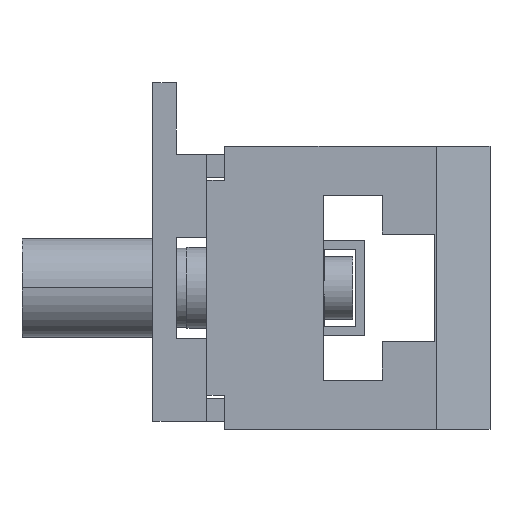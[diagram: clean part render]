
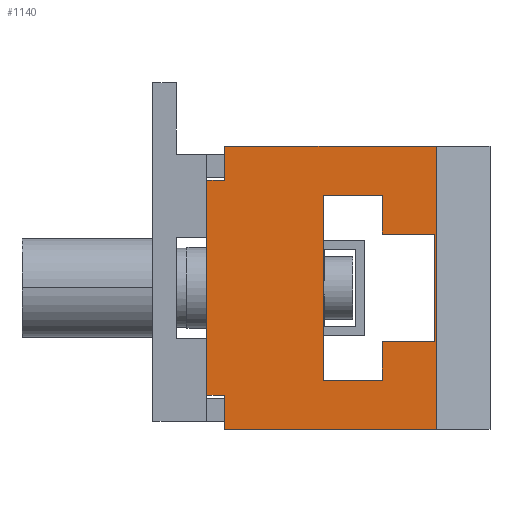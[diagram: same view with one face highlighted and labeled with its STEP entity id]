
A CAD part, left-side view. The second image highlights one B-rep face of the part: STEP entity #1140.
In plain terms, the highlighted planar face has unit normal (-1, 0, 0).
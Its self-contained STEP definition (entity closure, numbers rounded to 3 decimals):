
#1 = LINE ( 'NONE', #601, #1260 ) ;
#46 = CARTESIAN_POINT ( 'NONE',  ( -2.95, 14.03, 15.8 ) ) ;
#72 = DIRECTION ( 'NONE',  ( 0., 1., 0. ) ) ;
#75 = ORIENTED_EDGE ( 'NONE', *, *, #642, .F. ) ;
#107 = CARTESIAN_POINT ( 'NONE',  ( -2.95, 4.23, 2.75 ) ) ;
#134 = EDGE_CURVE ( 'NONE', #430, #972, #3004, .T. ) ;
#142 = VERTEX_POINT ( 'NONE', #1369 ) ;
#152 = CARTESIAN_POINT ( 'NONE',  ( -2.95, 4.23, 13.05 ) ) ;
#161 = VECTOR ( 'NONE', #3167, 1000. ) ;
#195 = VECTOR ( 'NONE', #1469, 1000. ) ;
#201 = DIRECTION ( 'NONE',  ( 0., 1., 0. ) ) ;
#227 = ORIENTED_EDGE ( 'NONE', *, *, #418, .F. ) ;
#262 = ORIENTED_EDGE ( 'NONE', *, *, #3006, .T. ) ;
#285 = VECTOR ( 'NONE', #1521, 1000. ) ;
#370 = CARTESIAN_POINT ( 'NONE',  ( -2.95, 1.213, 0. ) ) ;
#411 = CARTESIAN_POINT ( 'NONE',  ( -2.95, 13.03, 0. ) ) ;
#418 = EDGE_CURVE ( 'NONE', #1207, #3205, #1427, .T. ) ;
#419 = CARTESIAN_POINT ( 'NONE',  ( -2.95, 4.23, 10.9 ) ) ;
#429 = CARTESIAN_POINT ( 'NONE',  ( -2.95, 14.03, 0. ) ) ;
#430 = VERTEX_POINT ( 'NONE', #1999 ) ;
#478 = LINE ( 'NONE', #152, #909 ) ;
#481 = VECTOR ( 'NONE', #1084, 1000. ) ;
#492 = CARTESIAN_POINT ( 'NONE',  ( -2.95, 13.03, 0. ) ) ;
#522 = FACE_OUTER_BOUND ( 'NONE', #809, .T. ) ;
#525 = LINE ( 'NONE', #887, #3107 ) ;
#528 = VECTOR ( 'NONE', #1755, 1000. ) ;
#576 = EDGE_CURVE ( 'NONE', #1914, #1853, #2367, .T. ) ;
#601 = CARTESIAN_POINT ( 'NONE',  ( -2.95, 4.23, 4.9 ) ) ;
#619 = DIRECTION ( 'NONE',  ( 0., -1., 0. ) ) ;
#642 = EDGE_CURVE ( 'NONE', #3205, #1167, #2879, .T. ) ;
#702 = CARTESIAN_POINT ( 'NONE',  ( -2.95, 1.213, 15.8 ) ) ;
#726 = VERTEX_POINT ( 'NONE', #370 ) ;
#738 = VERTEX_POINT ( 'NONE', #2122 ) ;
#739 = CARTESIAN_POINT ( 'NONE',  ( -2.95, 13.03, 15.8 ) ) ;
#754 = EDGE_CURVE ( 'NONE', #1853, #726, #1422, .T. ) ;
#773 = CARTESIAN_POINT ( 'NONE',  ( -2.95, 13.03, 15.8 ) ) ;
#809 = EDGE_LOOP ( 'NONE', ( #1998, #2710, #262, #3007, #2145, #1526, #2126, #2984 ) ) ;
#815 = ORIENTED_EDGE ( 'NONE', *, *, #1424, .F. ) ;
#856 = EDGE_CURVE ( 'NONE', #3142, #430, #525, .T. ) ;
#887 = CARTESIAN_POINT ( 'NONE',  ( -2.95, 7.53, 2.75 ) ) ;
#909 = VECTOR ( 'NONE', #1957, 1000. ) ;
#914 = FACE_BOUND ( 'NONE', #2829, .T. ) ;
#943 = CARTESIAN_POINT ( 'NONE',  ( -2.95, 1.33, 4.9 ) ) ;
#964 = DIRECTION ( 'NONE',  ( 0., 0., 1. ) ) ;
#972 = VERTEX_POINT ( 'NONE', #2220 ) ;
#1021 = EDGE_CURVE ( 'NONE', #2236, #1914, #1228, .T. ) ;
#1074 = ORIENTED_EDGE ( 'NONE', *, *, #134, .F. ) ;
#1084 = DIRECTION ( 'NONE',  ( 0., 0., 1. ) ) ;
#1099 = LINE ( 'NONE', #3025, #1538 ) ;
#1101 = CARTESIAN_POINT ( 'NONE',  ( -2.95, 6.832, 13.9 ) ) ;
#1140 = ADVANCED_FACE ( 'NONE', ( #914, #522 ), #1421, .F. ) ;
#1166 = CARTESIAN_POINT ( 'NONE',  ( -2.95, 7.53, 2.75 ) ) ;
#1167 = VERTEX_POINT ( 'NONE', #2473 ) ;
#1207 = VERTEX_POINT ( 'NONE', #1984 ) ;
#1228 = LINE ( 'NONE', #773, #2964 ) ;
#1260 = VECTOR ( 'NONE', #619, 1000. ) ;
#1299 = VECTOR ( 'NONE', #2377, 1000. ) ;
#1302 = VECTOR ( 'NONE', #1657, 1000. ) ;
#1351 = CARTESIAN_POINT ( 'NONE',  ( -2.95, 4.23, 10.9 ) ) ;
#1369 = CARTESIAN_POINT ( 'NONE',  ( -2.95, 1.33, 4.9 ) ) ;
#1421 = PLANE ( 'NONE',  #2781 ) ;
#1422 = LINE ( 'NONE', #2103, #1299 ) ;
#1424 = EDGE_CURVE ( 'NONE', #1167, #3011, #478, .T. ) ;
#1427 = LINE ( 'NONE', #3018, #528 ) ;
#1469 = DIRECTION ( 'NONE',  ( 0., 0., -1. ) ) ;
#1509 = EDGE_CURVE ( 'NONE', #2760, #1827, #2723, .T. ) ;
#1521 = DIRECTION ( 'NONE',  ( 0., 0., 1. ) ) ;
#1526 = ORIENTED_EDGE ( 'NONE', *, *, #1965, .F. ) ;
#1538 = VECTOR ( 'NONE', #2526, 1000. ) ;
#1650 = VECTOR ( 'NONE', #964, 1000. ) ;
#1657 = DIRECTION ( 'NONE',  ( 0., 0., 1. ) ) ;
#1682 = CARTESIAN_POINT ( 'NONE',  ( -2.95, 13.03, 13.9 ) ) ;
#1755 = DIRECTION ( 'NONE',  ( 0., 1., 0. ) ) ;
#1827 = VERTEX_POINT ( 'NONE', #2953 ) ;
#1853 = VERTEX_POINT ( 'NONE', #702 ) ;
#1914 = VERTEX_POINT ( 'NONE', #739 ) ;
#1920 = EDGE_CURVE ( 'NONE', #3011, #3142, #1099, .T. ) ;
#1957 = DIRECTION ( 'NONE',  ( 0., 1., 0. ) ) ;
#1965 = EDGE_CURVE ( 'NONE', #2474, #2760, #2291, .T. ) ;
#1984 = CARTESIAN_POINT ( 'NONE',  ( -2.95, 1.33, 10.9 ) ) ;
#1998 = ORIENTED_EDGE ( 'NONE', *, *, #576, .F. ) ;
#1999 = CARTESIAN_POINT ( 'NONE',  ( -2.95, 4.23, 2.75 ) ) ;
#2074 = EDGE_CURVE ( 'NONE', #972, #142, #1, .T. ) ;
#2081 = VECTOR ( 'NONE', #72, 1000. ) ;
#2085 = ORIENTED_EDGE ( 'NONE', *, *, #2552, .F. ) ;
#2103 = CARTESIAN_POINT ( 'NONE',  ( -2.95, 1.213, 15.8 ) ) ;
#2122 = CARTESIAN_POINT ( 'NONE',  ( -2.95, 14.03, 13.9 ) ) ;
#2126 = ORIENTED_EDGE ( 'NONE', *, *, #3122, .T. ) ;
#2145 = ORIENTED_EDGE ( 'NONE', *, *, #1509, .F. ) ;
#2164 = ORIENTED_EDGE ( 'NONE', *, *, #856, .F. ) ;
#2173 = DIRECTION ( 'NONE',  ( 0., -1., 0. ) ) ;
#2220 = CARTESIAN_POINT ( 'NONE',  ( -2.95, 4.23, 4.9 ) ) ;
#2228 = ORIENTED_EDGE ( 'NONE', *, *, #1920, .F. ) ;
#2236 = VERTEX_POINT ( 'NONE', #1682 ) ;
#2291 = LINE ( 'NONE', #492, #285 ) ;
#2320 = VECTOR ( 'NONE', #2173, 1000. ) ;
#2367 = LINE ( 'NONE', #46, #3152 ) ;
#2377 = DIRECTION ( 'NONE',  ( 0., 0., -1. ) ) ;
#2457 = DIRECTION ( 'NONE',  ( 0., -1., 0. ) ) ;
#2473 = CARTESIAN_POINT ( 'NONE',  ( -2.95, 4.23, 13.05 ) ) ;
#2474 = VERTEX_POINT ( 'NONE', #411 ) ;
#2526 = DIRECTION ( 'NONE',  ( 0., 0., -1. ) ) ;
#2552 = EDGE_CURVE ( 'NONE', #142, #1207, #2993, .T. ) ;
#2556 = DIRECTION ( 'NONE',  ( 0., 0., 1. ) ) ;
#2563 = LINE ( 'NONE', #2957, #195 ) ;
#2626 = EDGE_CURVE ( 'NONE', #738, #1827, #2563, .T. ) ;
#2710 = ORIENTED_EDGE ( 'NONE', *, *, #1021, .F. ) ;
#2723 = LINE ( 'NONE', #2744, #161 ) ;
#2740 = CARTESIAN_POINT ( 'NONE',  ( -2.95, 13.03, 1.9 ) ) ;
#2744 = CARTESIAN_POINT ( 'NONE',  ( -2.95, 6.832, 1.9 ) ) ;
#2760 = VERTEX_POINT ( 'NONE', #2740 ) ;
#2781 = AXIS2_PLACEMENT_3D ( 'NONE', #2955, #2967, #201 ) ;
#2826 = DIRECTION ( 'NONE',  ( 0., -1., 0. ) ) ;
#2829 = EDGE_LOOP ( 'NONE', ( #2085, #3083, #1074, #2164, #2228, #815, #75, #227 ) ) ;
#2871 = CARTESIAN_POINT ( 'NONE',  ( -2.95, 7.53, 13.05 ) ) ;
#2879 = LINE ( 'NONE', #1351, #481 ) ;
#2953 = CARTESIAN_POINT ( 'NONE',  ( -2.95, 14.03, 1.9 ) ) ;
#2955 = CARTESIAN_POINT ( 'NONE',  ( -2.95, 14.03, 15.8 ) ) ;
#2957 = CARTESIAN_POINT ( 'NONE',  ( -2.95, 14.03, 15.8 ) ) ;
#2964 = VECTOR ( 'NONE', #2556, 1000. ) ;
#2967 = DIRECTION ( 'NONE',  ( 1., 0., 0. ) ) ;
#2984 = ORIENTED_EDGE ( 'NONE', *, *, #754, .F. ) ;
#2991 = LINE ( 'NONE', #429, #2320 ) ;
#2993 = LINE ( 'NONE', #943, #1650 ) ;
#3004 = LINE ( 'NONE', #107, #1302 ) ;
#3006 = EDGE_CURVE ( 'NONE', #2236, #738, #3097, .T. ) ;
#3007 = ORIENTED_EDGE ( 'NONE', *, *, #2626, .T. ) ;
#3011 = VERTEX_POINT ( 'NONE', #2871 ) ;
#3018 = CARTESIAN_POINT ( 'NONE',  ( -2.95, 1.33, 10.9 ) ) ;
#3025 = CARTESIAN_POINT ( 'NONE',  ( -2.95, 7.53, 13.05 ) ) ;
#3083 = ORIENTED_EDGE ( 'NONE', *, *, #2074, .F. ) ;
#3097 = LINE ( 'NONE', #1101, #2081 ) ;
#3107 = VECTOR ( 'NONE', #2457, 1000. ) ;
#3122 = EDGE_CURVE ( 'NONE', #2474, #726, #2991, .T. ) ;
#3142 = VERTEX_POINT ( 'NONE', #1166 ) ;
#3152 = VECTOR ( 'NONE', #2826, 1000. ) ;
#3167 = DIRECTION ( 'NONE',  ( 0., 1., 0. ) ) ;
#3205 = VERTEX_POINT ( 'NONE', #419 ) ;
